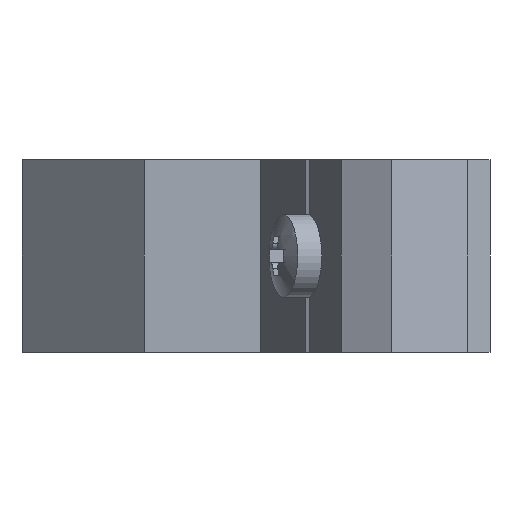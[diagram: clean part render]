
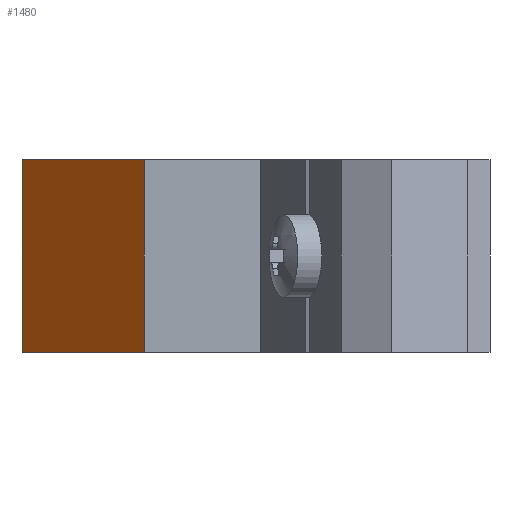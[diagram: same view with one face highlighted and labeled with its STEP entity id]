
A CAD part, left-side view. The second image highlights one B-rep face of the part: STEP entity #1480.
In plain terms, the highlighted planar face has unit normal (-0.707, 0.707, 0).
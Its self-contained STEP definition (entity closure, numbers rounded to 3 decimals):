
#61=LINE('',#2248,#226);
#120=LINE('',#2368,#285);
#127=LINE('',#2383,#292);
#128=LINE('',#2385,#293);
#226=VECTOR('',#1805,10.);
#285=VECTOR('',#1870,10.);
#292=VECTOR('',#1889,10.);
#293=VECTOR('',#1892,10.);
#381=PLANE('',#1630);
#464=FACE_OUTER_BOUND('',#548,.T.);
#548=EDGE_LOOP('',(#1170,#1171,#1172,#1173));
#703=VERTEX_POINT('',#2245);
#704=VERTEX_POINT('',#2247);
#761=VERTEX_POINT('',#2365);
#762=VERTEX_POINT('',#2367);
#855=EDGE_CURVE('',#704,#703,#61,.T.);
#916=EDGE_CURVE('',#762,#761,#120,.T.);
#924=EDGE_CURVE('',#703,#762,#127,.T.);
#925=EDGE_CURVE('',#704,#761,#128,.T.);
#1170=ORIENTED_EDGE('',*,*,#925,.F.);
#1171=ORIENTED_EDGE('',*,*,#855,.T.);
#1172=ORIENTED_EDGE('',*,*,#924,.T.);
#1173=ORIENTED_EDGE('',*,*,#916,.T.);
#1480=ADVANCED_FACE('',(#464),#381,.T.);
#1630=AXIS2_PLACEMENT_3D('',#2384,#1890,#1891);
#1805=DIRECTION('',(-0.707,-0.707,0.));
#1870=DIRECTION('',(0.707,0.707,0.));
#1889=DIRECTION('',(0.,0.,1.));
#1890=DIRECTION('center_axis',(-0.707,0.707,0.));
#1891=DIRECTION('ref_axis',(0.,0.,1.));
#1892=DIRECTION('',(0.,0.,1.));
#2245=CARTESIAN_POINT('',(6.441,13.993,-4.9));
#2247=CARTESIAN_POINT('',(12.649,20.2,-4.9));
#2248=CARTESIAN_POINT('',(12.649,20.2,-4.9));
#2365=CARTESIAN_POINT('',(12.649,20.2,4.9));
#2367=CARTESIAN_POINT('',(6.441,13.993,4.9));
#2368=CARTESIAN_POINT('',(12.649,20.2,4.9));
#2383=CARTESIAN_POINT('',(6.441,13.993,0.));
#2384=CARTESIAN_POINT('Origin',(6.441,13.993,0.));
#2385=CARTESIAN_POINT('',(12.649,20.2,0.));
